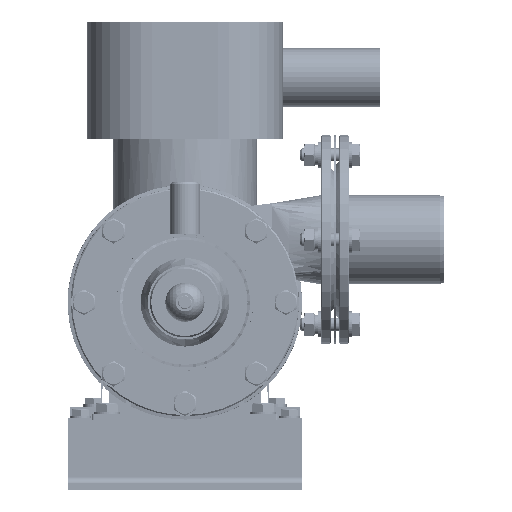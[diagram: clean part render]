
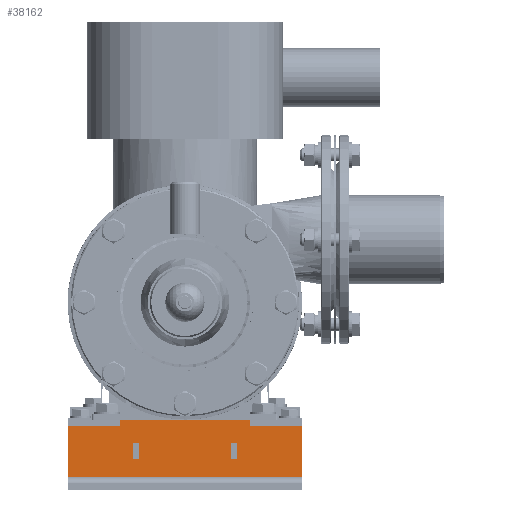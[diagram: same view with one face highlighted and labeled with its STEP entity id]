
A CAD part, front view. The second image highlights one B-rep face of the part: STEP entity #38162.
In plain terms, the highlighted planar face has unit normal (0, -1, 0).
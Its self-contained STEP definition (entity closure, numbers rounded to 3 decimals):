
#1247 = VERTEX_POINT ( 'NONE', #16053 ) ;
#3389 = VERTEX_POINT ( 'NONE', #118707 ) ;
#3792 = VECTOR ( 'NONE', #18237, 1000. ) ;
#6170 = EDGE_CURVE ( 'NONE', #116995, #55830, #54402, .T. ) ;
#9950 = CARTESIAN_POINT ( 'NONE',  ( 90., 231.5, 89. ) ) ;
#11613 = EDGE_CURVE ( 'NONE', #14437, #114540, #77459, .T. ) ;
#13340 = EDGE_CURVE ( 'NONE', #53102, #55830, #63414, .T. ) ;
#13465 = CARTESIAN_POINT ( 'NONE',  ( 90., 231.5, 89. ) ) ;
#14437 = VERTEX_POINT ( 'NONE', #85678 ) ;
#15444 = ORIENTED_EDGE ( 'NONE', *, *, #54169, .T. ) ;
#16053 = CARTESIAN_POINT ( 'NONE',  ( -50., 231.5, 94. ) ) ;
#16081 = CARTESIAN_POINT ( 'NONE',  ( 35., 231.5, 76. ) ) ;
#16246 = FACE_OUTER_BOUND ( 'NONE', #81935, .T. ) ;
#18237 = DIRECTION ( 'NONE',  ( 0., 0., 1. ) ) ;
#18749 = DIRECTION ( 'NONE',  ( 1., 0., 0. ) ) ;
#18904 = CARTESIAN_POINT ( 'NONE',  ( 50., 231.5, 89. ) ) ;
#19176 = CARTESIAN_POINT ( 'NONE',  ( -35., 231.5, 64. ) ) ;
#20330 = EDGE_CURVE ( 'NONE', #116995, #74197, #100950, .T. ) ;
#21253 = EDGE_CURVE ( 'NONE', #114540, #3389, #62124, .T. ) ;
#22689 = EDGE_CURVE ( 'NONE', #1247, #100040, #38252, .T. ) ;
#27378 = CARTESIAN_POINT ( 'NONE',  ( 50., 231.5, 94. ) ) ;
#27604 = LINE ( 'NONE', #28893, #130683 ) ;
#28893 = CARTESIAN_POINT ( 'NONE',  ( -50., 231.5, 94. ) ) ;
#29262 = VERTEX_POINT ( 'NONE', #74298 ) ;
#30474 = CARTESIAN_POINT ( 'NONE',  ( -50., 231.5, 89. ) ) ;
#30611 = VECTOR ( 'NONE', #71699, 1000. ) ;
#31365 = CARTESIAN_POINT ( 'NONE',  ( -90., 231.5, 89. ) ) ;
#31518 = EDGE_CURVE ( 'NONE', #127696, #29262, #70138, .T. ) ;
#34428 = ORIENTED_EDGE ( 'NONE', *, *, #66500, .T. ) ;
#34723 = CARTESIAN_POINT ( 'NONE',  ( -90., 231.5, 50. ) ) ;
#36321 = DIRECTION ( 'NONE',  ( 1., 0., 0. ) ) ;
#37309 = PLANE ( 'NONE',  #69759 ) ;
#37443 = ORIENTED_EDGE ( 'NONE', *, *, #81256, .T. ) ;
#37623 = ORIENTED_EDGE ( 'NONE', *, *, #44935, .T. ) ;
#37911 = ORIENTED_EDGE ( 'NONE', *, *, #20330, .T. ) ;
#38162 = ADVANCED_FACE ( 'NONE', ( #16246, #116004, #56535 ), #37309, .T. ) ;
#38252 = LINE ( 'NONE', #88482, #73810 ) ;
#40058 = EDGE_CURVE ( 'NONE', #56470, #70821, #47771, .T. ) ;
#40626 = LINE ( 'NONE', #31365, #30611 ) ;
#41243 = EDGE_CURVE ( 'NONE', #3389, #108861, #73653, .T. ) ;
#41880 = VERTEX_POINT ( 'NONE', #82284 ) ;
#42863 = ORIENTED_EDGE ( 'NONE', *, *, #11613, .T. ) ;
#43186 = CARTESIAN_POINT ( 'NONE',  ( -40., 231.5, 64. ) ) ;
#43542 = CARTESIAN_POINT ( 'NONE',  ( -90., 231.5, 50. ) ) ;
#44465 = DIRECTION ( 'NONE',  ( 0., 0., -1. ) ) ;
#44561 = CARTESIAN_POINT ( 'NONE',  ( 40., 231.5, 64. ) ) ;
#44632 = DIRECTION ( 'NONE',  ( 0., -1., 0. ) ) ;
#44823 = VECTOR ( 'NONE', #85416, 1000. ) ;
#44935 = EDGE_CURVE ( 'NONE', #108861, #14437, #99115, .T. ) ;
#46289 = CARTESIAN_POINT ( 'NONE',  ( -40., 231.5, 76. ) ) ;
#47444 = CARTESIAN_POINT ( 'NONE',  ( 90., 231.5, 89. ) ) ;
#47771 = LINE ( 'NONE', #109901, #56026 ) ;
#49849 = VECTOR ( 'NONE', #44465, 1000. ) ;
#51212 = VECTOR ( 'NONE', #126711, 1000. ) ;
#52783 = ORIENTED_EDGE ( 'NONE', *, *, #22689, .F. ) ;
#53102 = VERTEX_POINT ( 'NONE', #92070 ) ;
#54169 = EDGE_CURVE ( 'NONE', #70821, #127696, #106245, .T. ) ;
#54402 = LINE ( 'NONE', #13465, #49849 ) ;
#54622 = EDGE_CURVE ( 'NONE', #41880, #80708, #90631, .T. ) ;
#55405 = CARTESIAN_POINT ( 'NONE',  ( -35., 231.5, 76. ) ) ;
#55830 = VERTEX_POINT ( 'NONE', #65968 ) ;
#56026 = VECTOR ( 'NONE', #18749, 1000. ) ;
#56470 = VERTEX_POINT ( 'NONE', #46289 ) ;
#56535 = FACE_BOUND ( 'NONE', #126694, .T. ) ;
#57881 = EDGE_CURVE ( 'NONE', #80708, #53102, #40626, .T. ) ;
#58271 = DIRECTION ( 'NONE',  ( -1., 0., 0. ) ) ;
#59821 = LINE ( 'NONE', #18904, #3792 ) ;
#61851 = ORIENTED_EDGE ( 'NONE', *, *, #31518, .T. ) ;
#62124 = LINE ( 'NONE', #90570, #97159 ) ;
#62683 = VECTOR ( 'NONE', #58271, 1000. ) ;
#63414 = LINE ( 'NONE', #43542, #74637 ) ;
#64424 = ORIENTED_EDGE ( 'NONE', *, *, #57881, .T. ) ;
#65968 = CARTESIAN_POINT ( 'NONE',  ( 90., 231.5, 50. ) ) ;
#66500 = EDGE_CURVE ( 'NONE', #1247, #41880, #27604, .T. ) ;
#67156 = CARTESIAN_POINT ( 'NONE',  ( 40., 231.5, 76. ) ) ;
#69759 = AXIS2_PLACEMENT_3D ( 'NONE', #34723, #44632, #84934 ) ;
#70138 = LINE ( 'NONE', #89303, #62683 ) ;
#70644 = DIRECTION ( 'NONE',  ( 0., 0., 1. ) ) ;
#70737 = DIRECTION ( 'NONE',  ( 0., 0., -1. ) ) ;
#70821 = VERTEX_POINT ( 'NONE', #55405 ) ;
#71274 = CARTESIAN_POINT ( 'NONE',  ( -90., 231.5, 89. ) ) ;
#71699 = DIRECTION ( 'NONE',  ( 0., 0., -1. ) ) ;
#73653 = LINE ( 'NONE', #44561, #87770 ) ;
#73810 = VECTOR ( 'NONE', #36321, 1000. ) ;
#74197 = VERTEX_POINT ( 'NONE', #109282 ) ;
#74298 = CARTESIAN_POINT ( 'NONE',  ( -40., 231.5, 64. ) ) ;
#74637 = VECTOR ( 'NONE', #83851, 1000. ) ;
#77459 = LINE ( 'NONE', #16081, #44823 ) ;
#78594 = CARTESIAN_POINT ( 'NONE',  ( 35., 231.5, 64. ) ) ;
#79756 = DIRECTION ( 'NONE',  ( 0., 0., -1. ) ) ;
#80057 = VECTOR ( 'NONE', #87747, 1000. ) ;
#80708 = VERTEX_POINT ( 'NONE', #71274 ) ;
#81256 = EDGE_CURVE ( 'NONE', #29262, #56470, #124475, .T. ) ;
#81935 = EDGE_LOOP ( 'NONE', ( #52783, #34428, #82212, #64424, #100278, #109019, #37911, #93654 ) ) ;
#82212 = ORIENTED_EDGE ( 'NONE', *, *, #54622, .T. ) ;
#82284 = CARTESIAN_POINT ( 'NONE',  ( -50., 231.5, 89. ) ) ;
#83851 = DIRECTION ( 'NONE',  ( 1., 0., 0. ) ) ;
#84934 = DIRECTION ( 'NONE',  ( 0., 0., -1. ) ) ;
#85365 = CARTESIAN_POINT ( 'NONE',  ( 35., 231.5, 64. ) ) ;
#85416 = DIRECTION ( 'NONE',  ( 1., 0., 0. ) ) ;
#85678 = CARTESIAN_POINT ( 'NONE',  ( 35., 231.5, 76. ) ) ;
#87747 = DIRECTION ( 'NONE',  ( -1., 0., 0. ) ) ;
#87770 = VECTOR ( 'NONE', #94138, 1000. ) ;
#88482 = CARTESIAN_POINT ( 'NONE',  ( -50., 231.5, 94. ) ) ;
#89303 = CARTESIAN_POINT ( 'NONE',  ( -35., 231.5, 64. ) ) ;
#90570 = CARTESIAN_POINT ( 'NONE',  ( 40., 231.5, 76. ) ) ;
#90631 = LINE ( 'NONE', #30474, #125137 ) ;
#92070 = CARTESIAN_POINT ( 'NONE',  ( -90., 231.5, 50. ) ) ;
#93654 = ORIENTED_EDGE ( 'NONE', *, *, #113560, .T. ) ;
#94138 = DIRECTION ( 'NONE',  ( -1., 0., 0. ) ) ;
#97159 = VECTOR ( 'NONE', #70737, 1000. ) ;
#99115 = LINE ( 'NONE', #78594, #126078 ) ;
#100040 = VERTEX_POINT ( 'NONE', #27378 ) ;
#100060 = VECTOR ( 'NONE', #113261, 1000. ) ;
#100278 = ORIENTED_EDGE ( 'NONE', *, *, #13340, .T. ) ;
#100950 = LINE ( 'NONE', #47444, #80057 ) ;
#101025 = ORIENTED_EDGE ( 'NONE', *, *, #41243, .T. ) ;
#106245 = LINE ( 'NONE', #125390, #51212 ) ;
#106323 = ORIENTED_EDGE ( 'NONE', *, *, #21253, .T. ) ;
#108861 = VERTEX_POINT ( 'NONE', #85365 ) ;
#109019 = ORIENTED_EDGE ( 'NONE', *, *, #6170, .F. ) ;
#109282 = CARTESIAN_POINT ( 'NONE',  ( 50., 231.5, 89. ) ) ;
#109901 = CARTESIAN_POINT ( 'NONE',  ( -40., 231.5, 76. ) ) ;
#113261 = DIRECTION ( 'NONE',  ( 0., 0., 1. ) ) ;
#113560 = EDGE_CURVE ( 'NONE', #74197, #100040, #59821, .T. ) ;
#113693 = DIRECTION ( 'NONE',  ( -1., 0., 0. ) ) ;
#114540 = VERTEX_POINT ( 'NONE', #67156 ) ;
#116004 = FACE_BOUND ( 'NONE', #119577, .T. ) ;
#116995 = VERTEX_POINT ( 'NONE', #9950 ) ;
#118707 = CARTESIAN_POINT ( 'NONE',  ( 40., 231.5, 64. ) ) ;
#119577 = EDGE_LOOP ( 'NONE', ( #37443, #124130, #15444, #61851 ) ) ;
#124130 = ORIENTED_EDGE ( 'NONE', *, *, #40058, .T. ) ;
#124475 = LINE ( 'NONE', #43186, #100060 ) ;
#125137 = VECTOR ( 'NONE', #113693, 1000. ) ;
#125390 = CARTESIAN_POINT ( 'NONE',  ( -35., 231.5, 76. ) ) ;
#126078 = VECTOR ( 'NONE', #70644, 1000. ) ;
#126694 = EDGE_LOOP ( 'NONE', ( #42863, #106323, #101025, #37623 ) ) ;
#126711 = DIRECTION ( 'NONE',  ( 0., 0., -1. ) ) ;
#127696 = VERTEX_POINT ( 'NONE', #19176 ) ;
#130683 = VECTOR ( 'NONE', #79756, 1000. ) ;
